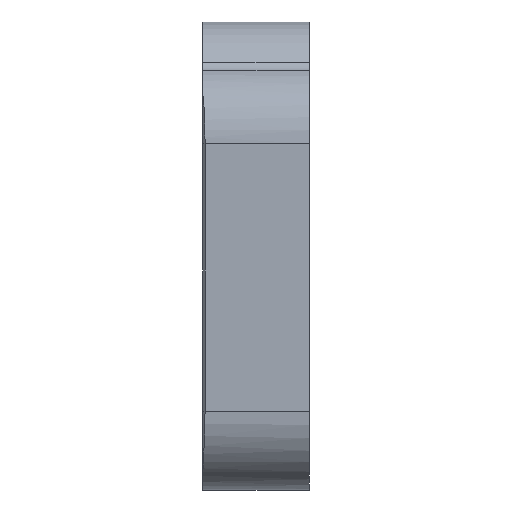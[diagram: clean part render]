
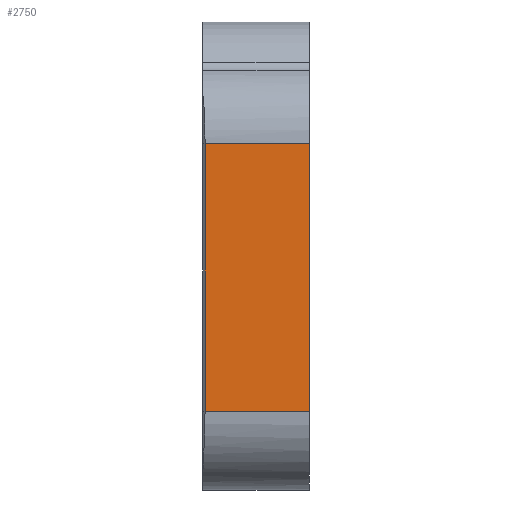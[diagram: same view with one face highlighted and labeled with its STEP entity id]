
A CAD part, front view. The second image highlights one B-rep face of the part: STEP entity #2750.
In plain terms, the highlighted planar face has unit normal (0, -1, 0).
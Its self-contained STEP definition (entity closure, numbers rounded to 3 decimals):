
#118=PLANE('',#2990);
#254=FACE_OUTER_BOUND('',#398,.T.);
#398=EDGE_LOOP('',(#2435,#2436,#2437,#2438));
#423=LINE('',#3811,#727);
#424=LINE('',#3815,#728);
#516=LINE('',#4097,#820);
#713=LINE('',#4563,#1017);
#727=VECTOR('',#3048,10.);
#728=VECTOR('',#3053,10.);
#820=VECTOR('',#3241,10.);
#1017=VECTOR('',#3738,10.);
#1131=VERTEX_POINT('',#3803);
#1132=VERTEX_POINT('',#3810);
#1133=VERTEX_POINT('',#3814);
#1263=VERTEX_POINT('',#4088);
#1402=EDGE_CURVE('',#1132,#1131,#423,.T.);
#1404=EDGE_CURVE('',#1133,#1132,#424,.T.);
#1541=EDGE_CURVE('',#1131,#1263,#516,.T.);
#1773=EDGE_CURVE('',#1133,#1263,#713,.T.);
#2435=ORIENTED_EDGE('',*,*,#1541,.T.);
#2436=ORIENTED_EDGE('',*,*,#1773,.F.);
#2437=ORIENTED_EDGE('',*,*,#1404,.T.);
#2438=ORIENTED_EDGE('',*,*,#1402,.T.);
#2750=ADVANCED_FACE('',(#254),#118,.T.);
#2990=AXIS2_PLACEMENT_3D('',#4562,#3736,#3737);
#3048=DIRECTION('',(-1.,0.,0.));
#3053=DIRECTION('',(0.,0.,1.));
#3241=DIRECTION('',(0.,0.,-1.));
#3736=DIRECTION('center_axis',(0.,-1.,0.));
#3737=DIRECTION('ref_axis',(0.,0.,
1.));
#3738=DIRECTION('',(-1.,0.,0.));
#3803=CARTESIAN_POINT('',(46.222,-20.8,1.582));
#3810=CARTESIAN_POINT('',(52.835,-20.8,1.582));
#3811=CARTESIAN_POINT('',(52.835,-20.8,1.582));
#3814=CARTESIAN_POINT('',(52.835,-20.8,-15.418));
#3815=CARTESIAN_POINT('',(52.835,-20.8,-15.418));
#4088=CARTESIAN_POINT('',(46.222,-20.8,-15.418));
#4097=CARTESIAN_POINT('',(46.222,-20.8,-20.418));
#4562=CARTESIAN_POINT('Origin',(52.835,-20.8,-15.418));
#4563=CARTESIAN_POINT('',(52.835,-20.8,-15.418));
